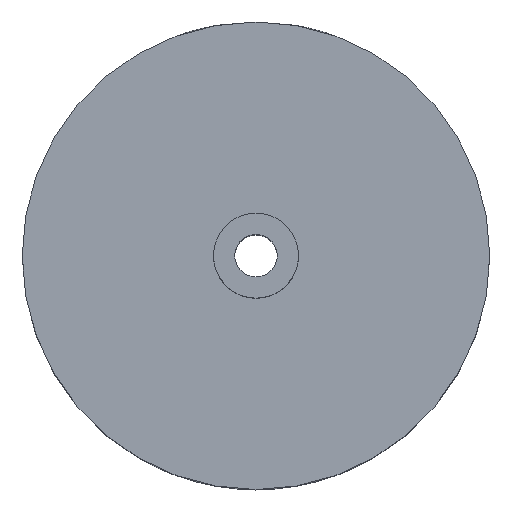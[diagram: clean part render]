
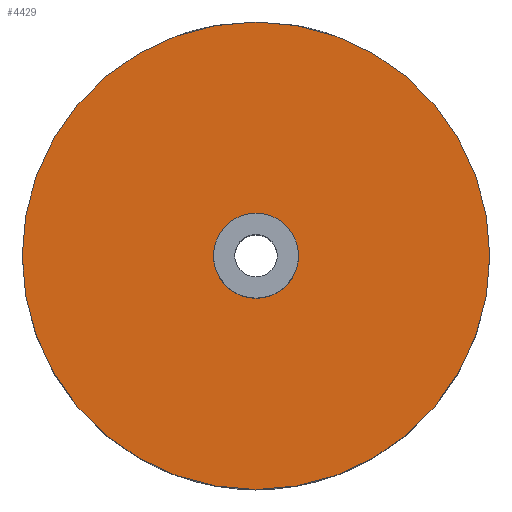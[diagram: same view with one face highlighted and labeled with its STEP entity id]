
A CAD part, top view. The second image highlights one B-rep face of the part: STEP entity #4429.
In plain terms, the highlighted planar face has unit normal (0, 0, 1).
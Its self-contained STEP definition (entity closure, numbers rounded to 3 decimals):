
#944=FACE_BOUND('',#1217,.T.);
#956=FACE_OUTER_BOUND('',#1216,.T.);
#1216=EDGE_LOOP('',(#2917));
#1217=EDGE_LOOP('',(#2918));
#1485=CIRCLE('',#4708,22.);
#1486=CIRCLE('',#4709,4.);
#1659=VERTEX_POINT('',#5636);
#1660=VERTEX_POINT('',#5638);
#2162=EDGE_CURVE('',#1659,#1659,#1485,.T.);
#2163=EDGE_CURVE('',#1660,#1660,#1486,.T.);
#2917=ORIENTED_EDGE('',*,*,#2162,.T.);
#2918=ORIENTED_EDGE('',*,*,#2163,.F.);
#4417=PLANE('',#4707);
#4429=ADVANCED_FACE('',(#956,#944),#4417,.T.);
#4707=AXIS2_PLACEMENT_3D('',#5635,#4993,#4994);
#4708=AXIS2_PLACEMENT_3D('',#5637,#4995,#4996);
#4709=AXIS2_PLACEMENT_3D('',#5639,#4997,#4998);
#4993=DIRECTION('center_axis',(0.,0.,1.));
#4994=DIRECTION('ref_axis',(-1.,0.,0.));
#4995=DIRECTION('center_axis',(0.,0.,1.));
#4996=DIRECTION('ref_axis',(-1.,0.,0.));
#4997=DIRECTION('center_axis',(0.,0.,1.));
#4998=DIRECTION('ref_axis',(-1.,0.,0.));
#5635=CARTESIAN_POINT('Origin',(0.,0.,18.));
#5636=CARTESIAN_POINT('',(22.,0.,18.));
#5637=CARTESIAN_POINT('Origin',(0.,0.,18.));
#5638=CARTESIAN_POINT('',(4.,0.,18.));
#5639=CARTESIAN_POINT('Origin',(0.,0.,18.));
